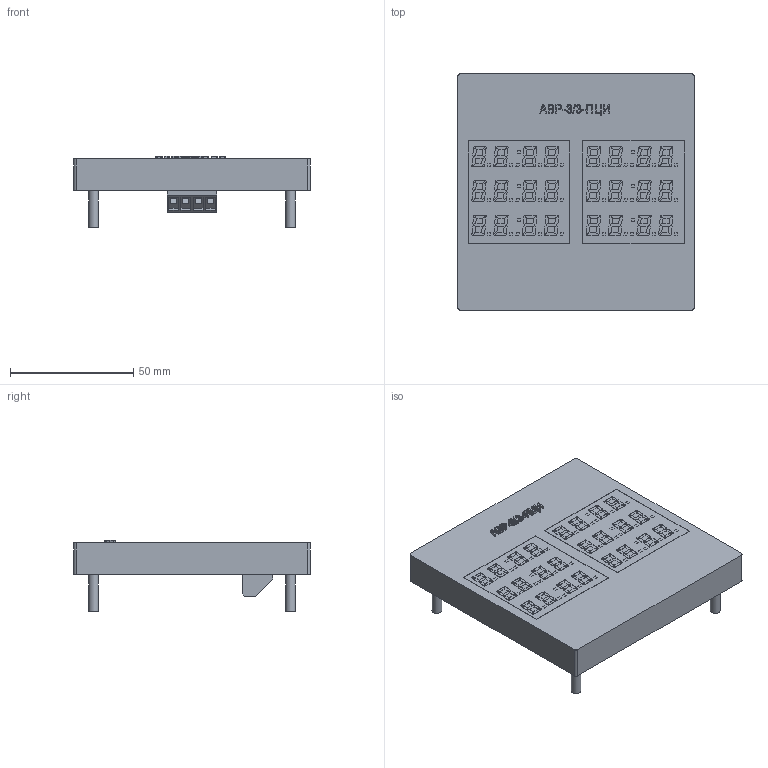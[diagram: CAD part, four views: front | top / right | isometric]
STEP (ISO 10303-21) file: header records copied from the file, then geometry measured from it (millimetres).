
FILE_DESCRIPTION(('STEP AP214'), '1');
FILE_NAME('ﾀﾂﾐ-3_3-ﾏﾖﾈ', '', ('UNSPECIFIED'), ('UNSPECIFIED'), 'ASCON STEP Converter 1.3', 'ASCON Math Kernel', '');
FILE_SCHEMA(('AUTOMOTIVE_DESIGN { 1 0 10303 214 3 1 1}'));
Length unit declared in the file: millimetre
Bounding box: 96 x 96 x 29 mm (x, y, z)
Volume: 45464.7 mm3; surface area: 46001 mm2
Topology: 2 solids, 3 shells, 1648 faces, 4215 edges, 2810 vertices
Faces by surface type: plane 1382, cylinder 266
Full cylindrical faces by diameter (mm): 3.5 x4, 4 x4
Entity records: 62534 total; most frequent: CARTESIAN_POINT 8666, ORIENTED_EDGE 8414, DIRECTION 8053, EDGE_CURVE 4207, LINE 3659, VECTOR 3659, VERTEX_POINT 2810, AXIS2_PLACEMENT_3D 2197
